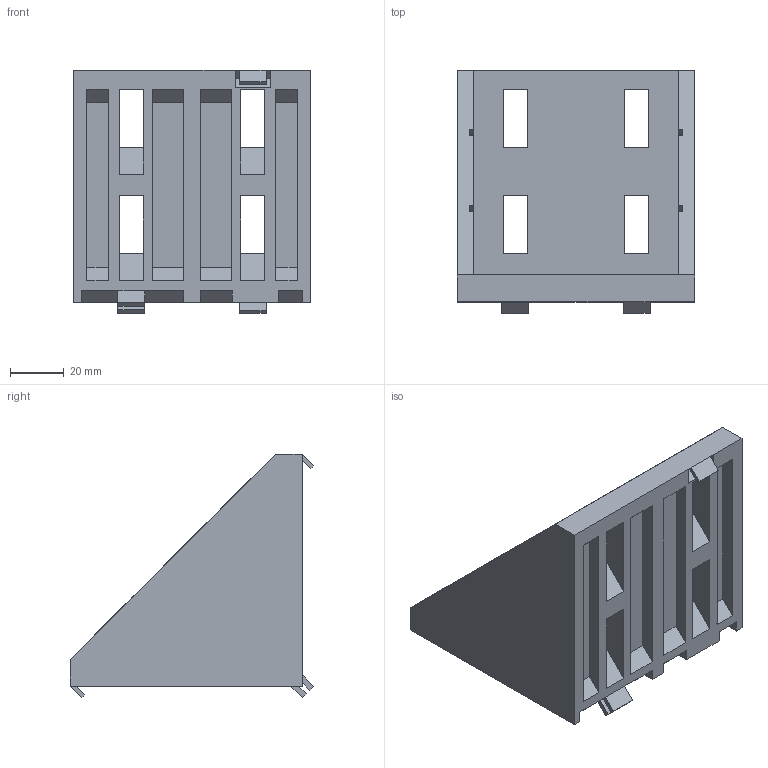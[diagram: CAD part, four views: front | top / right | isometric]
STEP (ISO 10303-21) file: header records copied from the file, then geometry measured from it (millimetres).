
FILE_DESCRIPTION((''),'2;1');
FILE_NAME('AR3437.stp','2021-04-16T11:33:49',('arma01'),(''),'Autodesk Inventor 2013','Autodesk Inventor 2013','');
FILE_SCHEMA(('AUTOMOTIVE_DESIGN { 1 0 10303 214 1 1 1 1 }'));
Length unit declared in the file: millimetre
Products named in the file (1): AR3437
Bounding box: 88 x 90.24 x 90.24 mm (x, y, z)
Volume: 131819.7 mm3; surface area: 52999.5 mm2
Topology: 1 solids, 1 shells, 139 faces, 375 edges, 246 vertices
Faces by surface type: plane 135, cylinder 4
Entity records: 4319 total; most frequent: CARTESIAN_POINT 761, ORIENTED_EDGE 750, DIRECTION 663, EDGE_CURVE 375, VECTOR 367, LINE 367, VERTEX_POINT 246, EDGE_LOOP 163
